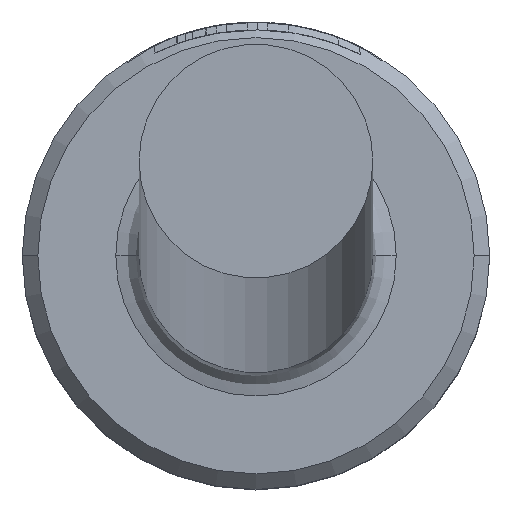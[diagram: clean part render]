
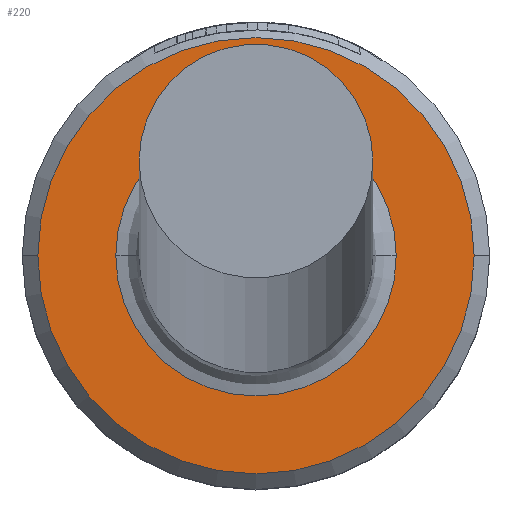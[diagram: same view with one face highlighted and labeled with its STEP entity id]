
A CAD part, top view. The second image highlights one B-rep face of the part: STEP entity #220.
In plain terms, the highlighted planar face has unit normal (0, 0, 1).
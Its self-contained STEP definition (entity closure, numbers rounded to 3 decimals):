
#48 = CIRCLE ( 'NONE', #941, 1.8 ) ;
#71 = CARTESIAN_POINT ( 'NONE',  ( 1.8, 0., 4. ) ) ;
#99 = VERTEX_POINT ( 'NONE', #71 ) ;
#125 = FACE_OUTER_BOUND ( 'NONE', #506, .T. ) ;
#143 = AXIS2_PLACEMENT_3D ( 'NONE', #533, #1146, #1143 ) ;
#146 = FACE_BOUND ( 'NONE', #956, .T. ) ;
#184 = CARTESIAN_POINT ( 'NONE',  ( 0., 0., 4. ) ) ;
#220 = ADVANCED_FACE ( 'NONE', ( #125, #146 ), #355, .T. ) ;
#225 = VERTEX_POINT ( 'NONE', #409 ) ;
#254 = AXIS2_PLACEMENT_3D ( 'NONE', #184, #1149, #1067 ) ;
#297 = CIRCLE ( 'NONE', #254, 1.8 ) ;
#310 = DIRECTION ( 'NONE',  ( 1., 0., 0. ) ) ;
#314 = DIRECTION ( 'NONE',  ( 0., 0., 1. ) ) ;
#355 = PLANE ( 'NONE',  #644 ) ;
#409 = CARTESIAN_POINT ( 'NONE',  ( 2.8, 0., 4. ) ) ;
#432 = CARTESIAN_POINT ( 'NONE',  ( 0., 0., 4. ) ) ;
#445 = CIRCLE ( 'NONE', #494, 2.8 ) ;
#476 = ORIENTED_EDGE ( 'NONE', *, *, #1084, .T. ) ;
#478 = DIRECTION ( 'NONE',  ( 0., 0., 1. ) ) ;
#494 = AXIS2_PLACEMENT_3D ( 'NONE', #993, #478, #1074 ) ;
#506 = EDGE_LOOP ( 'NONE', ( #526, #476 ) ) ;
#526 = ORIENTED_EDGE ( 'NONE', *, *, #544, .T. ) ;
#533 = CARTESIAN_POINT ( 'NONE',  ( 0., 0., 4. ) ) ;
#544 = EDGE_CURVE ( 'NONE', #900, #225, #1024, .T. ) ;
#558 = CARTESIAN_POINT ( 'NONE',  ( -1.8, 0., 4. ) ) ;
#644 = AXIS2_PLACEMENT_3D ( 'NONE', #432, #314, #310 ) ;
#647 = ORIENTED_EDGE ( 'NONE', *, *, #717, .T. ) ;
#717 = EDGE_CURVE ( 'NONE', #99, #1032, #48, .T. ) ;
#747 = DIRECTION ( 'NONE',  ( -1., 0., 0. ) ) ;
#760 = CARTESIAN_POINT ( 'NONE',  ( -2.8, 0., 4. ) ) ;
#832 = EDGE_CURVE ( 'NONE', #1032, #99, #297, .T. ) ;
#900 = VERTEX_POINT ( 'NONE', #760 ) ;
#925 = DIRECTION ( 'NONE',  ( 0., 0., -1. ) ) ;
#941 = AXIS2_PLACEMENT_3D ( 'NONE', #1008, #925, #747 ) ;
#956 = EDGE_LOOP ( 'NONE', ( #1102, #647 ) ) ;
#993 = CARTESIAN_POINT ( 'NONE',  ( 0., 0., 4. ) ) ;
#1008 = CARTESIAN_POINT ( 'NONE',  ( 0., 0., 4. ) ) ;
#1024 = CIRCLE ( 'NONE', #143, 2.8 ) ;
#1032 = VERTEX_POINT ( 'NONE', #558 ) ;
#1067 = DIRECTION ( 'NONE',  ( -1., 0., 0. ) ) ;
#1074 = DIRECTION ( 'NONE',  ( 1., 0., 0. ) ) ;
#1084 = EDGE_CURVE ( 'NONE', #225, #900, #445, .T. ) ;
#1102 = ORIENTED_EDGE ( 'NONE', *, *, #832, .T. ) ;
#1143 = DIRECTION ( 'NONE',  ( 1., 0., 0. ) ) ;
#1146 = DIRECTION ( 'NONE',  ( 0., 0., 1. ) ) ;
#1149 = DIRECTION ( 'NONE',  ( 0., 0., -1. ) ) ;
